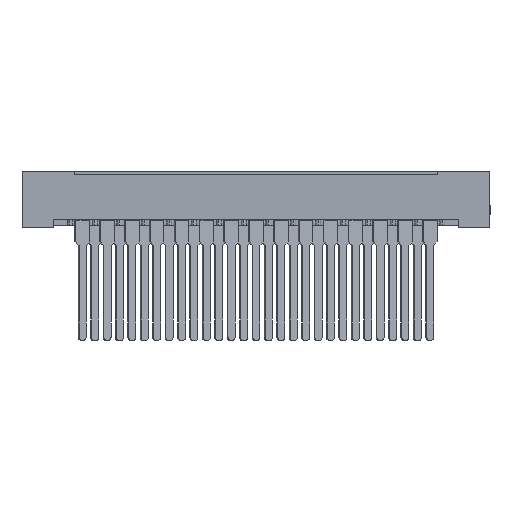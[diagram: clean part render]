
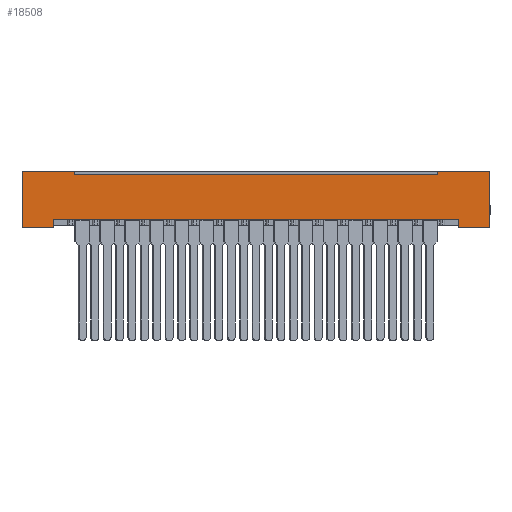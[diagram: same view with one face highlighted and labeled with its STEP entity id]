
A CAD part, top view. The second image highlights one B-rep face of the part: STEP entity #18508.
In plain terms, the highlighted planar face has unit normal (0, 0, 1).
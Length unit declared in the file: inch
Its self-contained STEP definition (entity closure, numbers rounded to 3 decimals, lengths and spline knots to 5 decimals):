
#379 = VECTOR ( 'NONE', #17632, 39.37008 ) ;
#424 = ORIENTED_EDGE ( 'NONE', *, *, #6738, .T. ) ;
#889 = FACE_OUTER_BOUND ( 'NONE', #3738, .T. ) ;
#1570 = VECTOR ( 'NONE', #15991, 39.37008 ) ;
#1621 = CARTESIAN_POINT ( 'NONE',  ( 0., 0.453, 0. ) ) ;
#1932 = EDGE_CURVE ( 'NONE', #13353, #14565, #13781, .T. ) ;
#2011 = DIRECTION ( 'NONE',  ( 0., -1., 0. ) ) ;
#2012 = CARTESIAN_POINT ( 'NONE',  ( 0.25, 0., 0. ) ) ;
#2527 = VECTOR ( 'NONE', #16918, 39.37008 ) ;
#2552 = LINE ( 'NONE', #6933, #19203 ) ;
#2671 = VERTEX_POINT ( 'NONE', #13053 ) ;
#3738 = EDGE_LOOP ( 'NONE', ( #14793, #5447, #424, #15113, #12954, #5027, #4314, #10198, #4245, #7395, #15860, #19826 ) ) ;
#3824 = EDGE_CURVE ( 'NONE', #14829, #18828, #9968, .T. ) ;
#4142 = CARTESIAN_POINT ( 'NONE',  ( 0.42, 0.453, 0. ) ) ;
#4245 = ORIENTED_EDGE ( 'NONE', *, *, #12555, .F. ) ;
#4314 = ORIENTED_EDGE ( 'NONE', *, *, #3824, .F. ) ;
#4982 = EDGE_CURVE ( 'NONE', #10011, #15636, #16722, .T. ) ;
#5027 = ORIENTED_EDGE ( 'NONE', *, *, #5528, .F. ) ;
#5447 = ORIENTED_EDGE ( 'NONE', *, *, #7760, .T. ) ;
#5486 = CARTESIAN_POINT ( 'NONE',  ( 0.25, 0.017, 0. ) ) ;
#5528 = EDGE_CURVE ( 'NONE', #18828, #14511, #18231, .T. ) ;
#5795 = VECTOR ( 'NONE', #18621, 39.37008 ) ;
#5963 = VERTEX_POINT ( 'NONE', #4142 ) ;
#6306 = LINE ( 'NONE', #15215, #2527 ) ;
#6371 = LINE ( 'NONE', #10368, #18244 ) ;
#6384 = DIRECTION ( 'NONE',  ( 0., -1., 0. ) ) ;
#6565 = EDGE_CURVE ( 'NONE', #19192, #2671, #2552, .T. ) ;
#6738 = EDGE_CURVE ( 'NONE', #20202, #2671, #14661, .T. ) ;
#6933 = CARTESIAN_POINT ( 'NONE',  ( 3.77, 0.453, 0. ) ) ;
#7043 = PLANE ( 'NONE',  #17521 ) ;
#7395 = ORIENTED_EDGE ( 'NONE', *, *, #19962, .T. ) ;
#7532 = EDGE_CURVE ( 'NONE', #15636, #14565, #16649, .T. ) ;
#7760 = EDGE_CURVE ( 'NONE', #10011, #20202, #9821, .T. ) ;
#7764 = LINE ( 'NONE', #1621, #20928 ) ;
#7787 = CARTESIAN_POINT ( 'NONE',  ( 3.35, 0.423, 0. ) ) ;
#8836 = CARTESIAN_POINT ( 'NONE',  ( 3.77, 0.453, 0. ) ) ;
#8983 = CARTESIAN_POINT ( 'NONE',  ( 0.42, 0.423, 0. ) ) ;
#9221 = CARTESIAN_POINT ( 'NONE',  ( 0., 0.423, 0. ) ) ;
#9599 = DIRECTION ( 'NONE',  ( 1., 0., 0. ) ) ;
#9821 = LINE ( 'NONE', #14309, #19657 ) ;
#9922 = CARTESIAN_POINT ( 'NONE',  ( 3.52, 0., 0. ) ) ;
#9968 = LINE ( 'NONE', #9221, #17785 ) ;
#10011 = VERTEX_POINT ( 'NONE', #15116 ) ;
#10198 = ORIENTED_EDGE ( 'NONE', *, *, #11678, .T. ) ;
#10368 = CARTESIAN_POINT ( 'NONE',  ( 0., 0.453, 0. ) ) ;
#10371 = VECTOR ( 'NONE', #20201, 39.37008 ) ;
#10473 = CARTESIAN_POINT ( 'NONE',  ( 0., 0., 0. ) ) ;
#11126 = CARTESIAN_POINT ( 'NONE',  ( 0., 0., 0. ) ) ;
#11601 = CARTESIAN_POINT ( 'NONE',  ( 3.35, 0.453, 0. ) ) ;
#11678 = EDGE_CURVE ( 'NONE', #14829, #5963, #6306, .T. ) ;
#11790 = DIRECTION ( 'NONE',  ( 0., 0., -1. ) ) ;
#12188 = DIRECTION ( 'NONE',  ( 0., -1., 0. ) ) ;
#12418 = VECTOR ( 'NONE', #19678, 39.37008 ) ;
#12555 = EDGE_CURVE ( 'NONE', #16445, #5963, #18894, .T. ) ;
#12954 = ORIENTED_EDGE ( 'NONE', *, *, #16444, .F. ) ;
#13053 = CARTESIAN_POINT ( 'NONE',  ( 3.77, 0., 0. ) ) ;
#13353 = VERTEX_POINT ( 'NONE', #15752 ) ;
#13781 = LINE ( 'NONE', #11126, #379 ) ;
#14309 = CARTESIAN_POINT ( 'NONE',  ( 3.52, 0.017, 0. ) ) ;
#14511 = VERTEX_POINT ( 'NONE', #11601 ) ;
#14565 = VERTEX_POINT ( 'NONE', #2012 ) ;
#14661 = LINE ( 'NONE', #10473, #10371 ) ;
#14793 = ORIENTED_EDGE ( 'NONE', *, *, #4982, .F. ) ;
#14829 = VERTEX_POINT ( 'NONE', #8983 ) ;
#14957 = DIRECTION ( 'NONE',  ( -1., 0., 0. ) ) ;
#15113 = ORIENTED_EDGE ( 'NONE', *, *, #6565, .F. ) ;
#15116 = CARTESIAN_POINT ( 'NONE',  ( 3.52, 0.062, 0. ) ) ;
#15125 = CARTESIAN_POINT ( 'NONE',  ( 0.25, 0.062, 0. ) ) ;
#15215 = CARTESIAN_POINT ( 'NONE',  ( 0.42, 0.423, 0. ) ) ;
#15636 = VERTEX_POINT ( 'NONE', #15125 ) ;
#15752 = CARTESIAN_POINT ( 'NONE',  ( 0., 0., 0. ) ) ;
#15860 = ORIENTED_EDGE ( 'NONE', *, *, #1932, .T. ) ;
#15925 = CARTESIAN_POINT ( 'NONE',  ( 0., 0.062, 0. ) ) ;
#15991 = DIRECTION ( 'NONE',  ( -1., 0., 0. ) ) ;
#16215 = DIRECTION ( 'NONE',  ( 1., 0., 0. ) ) ;
#16444 = EDGE_CURVE ( 'NONE', #14511, #19192, #7764, .T. ) ;
#16445 = VERTEX_POINT ( 'NONE', #17515 ) ;
#16649 = LINE ( 'NONE', #5486, #5795 ) ;
#16722 = LINE ( 'NONE', #15925, #1570 ) ;
#16918 = DIRECTION ( 'NONE',  ( 0., 1., 0. ) ) ;
#17129 = VECTOR ( 'NONE', #16215, 39.37008 ) ;
#17515 = CARTESIAN_POINT ( 'NONE',  ( 0., 0.453, 0. ) ) ;
#17521 = AXIS2_PLACEMENT_3D ( 'NONE', #19747, #11790, #14957 ) ;
#17632 = DIRECTION ( 'NONE',  ( 1., 0., 0. ) ) ;
#17785 = VECTOR ( 'NONE', #18637, 39.37008 ) ;
#17869 = CARTESIAN_POINT ( 'NONE',  ( 3.35, 0.423, 0. ) ) ;
#18231 = LINE ( 'NONE', #17869, #12418 ) ;
#18244 = VECTOR ( 'NONE', #12188, 39.37008 ) ;
#18508 = ADVANCED_FACE ( 'NONE', ( #889 ), #7043, .F. ) ;
#18621 = DIRECTION ( 'NONE',  ( 0., -1., 0. ) ) ;
#18637 = DIRECTION ( 'NONE',  ( 1., 0., 0. ) ) ;
#18828 = VERTEX_POINT ( 'NONE', #7787 ) ;
#18894 = LINE ( 'NONE', #19181, #17129 ) ;
#19181 = CARTESIAN_POINT ( 'NONE',  ( 0., 0.453, 0. ) ) ;
#19192 = VERTEX_POINT ( 'NONE', #8836 ) ;
#19203 = VECTOR ( 'NONE', #2011, 39.37008 ) ;
#19657 = VECTOR ( 'NONE', #6384, 39.37008 ) ;
#19678 = DIRECTION ( 'NONE',  ( 0., 1., 0. ) ) ;
#19747 = CARTESIAN_POINT ( 'NONE',  ( 0., 0.453, 0. ) ) ;
#19826 = ORIENTED_EDGE ( 'NONE', *, *, #7532, .F. ) ;
#19962 = EDGE_CURVE ( 'NONE', #16445, #13353, #6371, .T. ) ;
#20201 = DIRECTION ( 'NONE',  ( 1., 0., 0. ) ) ;
#20202 = VERTEX_POINT ( 'NONE', #9922 ) ;
#20928 = VECTOR ( 'NONE', #9599, 39.37008 ) ;
